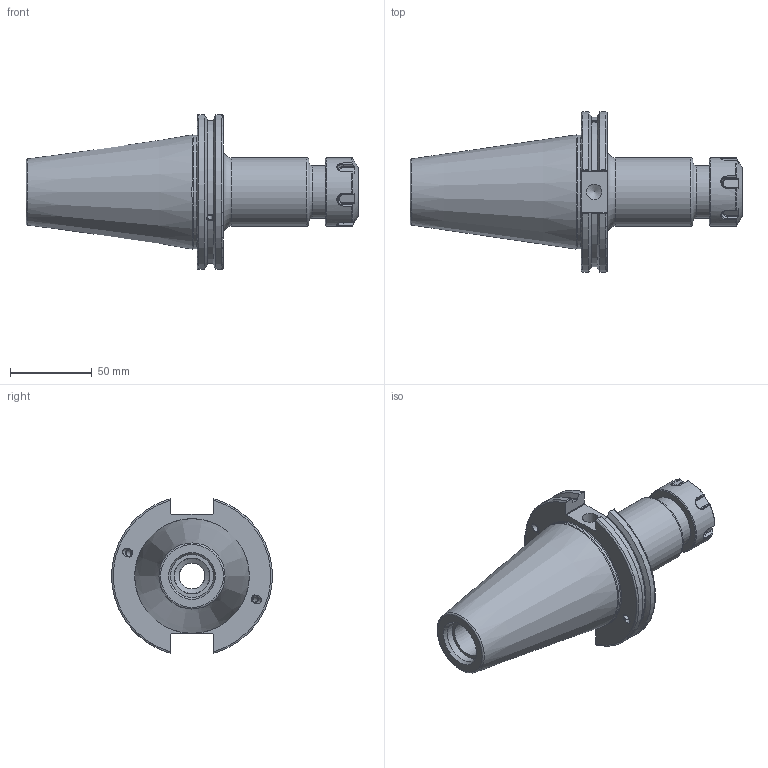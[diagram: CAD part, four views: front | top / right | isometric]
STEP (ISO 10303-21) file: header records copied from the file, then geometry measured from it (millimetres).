
FILE_DESCRIPTION(/* description */ (''),/* implementation_level */ '2;1');
FILE_NAME(/* name */ 'BL033B.stp',/* time_stamp */ '2020-07-01T15:13:37+09:00',/* author */ ('eos'),/* organization */ (''),/* preprocessor_version */ 'ST-DEVELOPER v18',/* originating_system */ 'Autodesk Inventor 2020',/* authorisation */ '');
FILE_SCHEMA (('AUTOMOTIVE_DESIGN { 1 0 10303 214 3 1 1 }'));
Length unit declared in the file: millimetre
Products named in the file (3): LO-CAT50ADB-ER25-101.6_조립도; CAT50; ER25NUT
Assembly tree (2 placements, depth 2):
  LO-CAT50ADB-ER25-101.6_조립도
    CAT50
    ER25NUT
Bounding box: 203.2 x 98.06 x 94.69 mm (x, y, z)
Volume: 401940.5 mm3; surface area: 63769.2 mm2
Topology: 2 solids, 2 shells, 170 faces, 480 edges, 325 vertices
Faces by surface type: plane 73, cylinder 45, cone 23, torus 23, bspline 6
Full cylindrical faces by diameter (mm): 3.242 x4, 4.134 x2, 4.2 x2, 5 x2, 9.525 x1, 15.748 x1, 18 x1, 20.9 x1, 21.5 x1, 21.971 x1, 23 x1, 26.2 x1, 26.8 x1, 30.5 x1, 32 x1, 32.5 x1, 42 x2, 69.25 x1
Entity records: 7030 total; most frequent: CARTESIAN_POINT 2547, ORIENTED_EDGE 954, DIRECTION 890, EDGE_CURVE 477, AXIS2_PLACEMENT_3D 352, VERTEX_POINT 325, EDGE_LOOP 196, LINE 186
